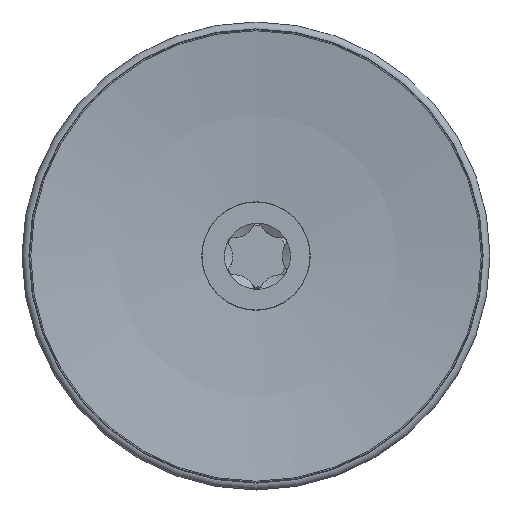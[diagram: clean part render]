
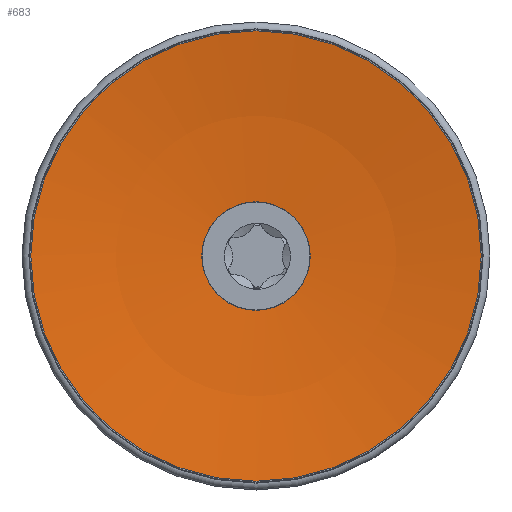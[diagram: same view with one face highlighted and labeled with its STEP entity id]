
A CAD part, top view. The second image highlights one B-rep face of the part: STEP entity #683.
In plain terms, the highlighted spherical face has radius 98.5 mm.
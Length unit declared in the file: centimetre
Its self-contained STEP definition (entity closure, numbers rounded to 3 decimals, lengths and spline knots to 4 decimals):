
#135=SPHERICAL_SURFACE('',#745,9.85);
#138=FACE_BOUND('',#198,.T.);
#150=FACE_OUTER_BOUND('',#197,.T.);
#197=EDGE_LOOP('',(#471));
#198=EDGE_LOOP('',(#472));
#254=CIRCLE('',#744,0.3942);
#255=CIRCLE('',#746,1.6362);
#294=VERTEX_POINT('',#1020);
#295=VERTEX_POINT('',#1023);
#366=EDGE_CURVE('',#294,#294,#254,.T.);
#367=EDGE_CURVE('',#295,#295,#255,.T.);
#471=ORIENTED_EDGE('',*,*,#367,.F.);
#472=ORIENTED_EDGE('',*,*,#366,.F.);
#683=ADVANCED_FACE('',(#150,#138),#135,.F.);
#744=AXIS2_PLACEMENT_3D('',#1021,#838,#839);
#745=AXIS2_PLACEMENT_3D('',#1022,#840,#841);
#746=AXIS2_PLACEMENT_3D('',#1024,#842,#843);
#838=DIRECTION('center_axis',(0.,0.,1.));
#839=DIRECTION('ref_axis',(0.,1.,0.));
#840=DIRECTION('center_axis',(0.,0.,1.));
#841=DIRECTION('ref_axis',(1.,0.,0.));
#842=DIRECTION('center_axis',(0.,0.,-1.));
#843=DIRECTION('ref_axis',(0.,1.,0.));
#1020=CARTESIAN_POINT('',(0.,-0.3942,0.1579));
#1021=CARTESIAN_POINT('Origin',(0.,0.,0.1579));
#1022=CARTESIAN_POINT('Origin',(0.,0.,10.));
#1023=CARTESIAN_POINT('',(0.,-1.6362,0.2868));
#1024=CARTESIAN_POINT('Origin',(0.,0.,0.2868));
